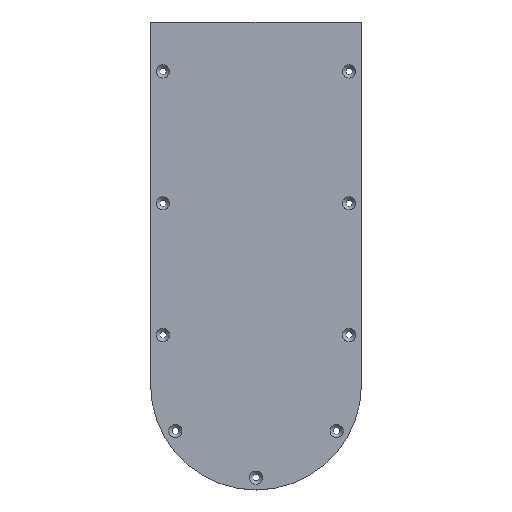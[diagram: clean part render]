
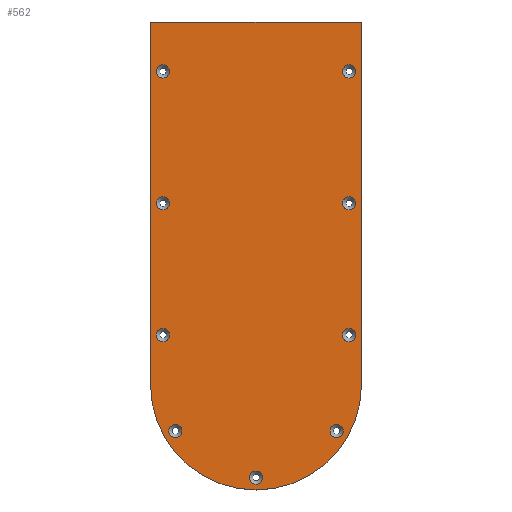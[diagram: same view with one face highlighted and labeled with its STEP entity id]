
A CAD part, top view. The second image highlights one B-rep face of the part: STEP entity #562.
In plain terms, the highlighted planar face has unit normal (0, 0, 1).
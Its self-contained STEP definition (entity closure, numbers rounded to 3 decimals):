
#15=FACE_BOUND('',#122,.T.);
#16=FACE_BOUND('',#123,.T.);
#17=FACE_BOUND('',#124,.T.);
#18=FACE_BOUND('',#125,.T.);
#19=FACE_BOUND('',#126,.T.);
#20=FACE_BOUND('',#127,.T.);
#21=FACE_BOUND('',#128,.T.);
#22=FACE_BOUND('',#129,.T.);
#23=FACE_BOUND('',#130,.T.);
#36=PLANE('',#647);
#88=FACE_OUTER_BOUND('',#121,.T.);
#121=EDGE_LOOP('',(#496,#497,#498,#499));
#122=EDGE_LOOP('',(#500));
#123=EDGE_LOOP('',(#501));
#124=EDGE_LOOP('',(#502));
#125=EDGE_LOOP('',(#503));
#126=EDGE_LOOP('',(#504));
#127=EDGE_LOOP('',(#505));
#128=EDGE_LOOP('',(#506));
#129=EDGE_LOOP('',(#507));
#130=EDGE_LOOP('',(#508));
#170=LINE('',#964,#207);
#174=LINE('',#976,#211);
#177=LINE('',#980,#214);
#207=VECTOR('',#808,10.);
#211=VECTOR('',#820,10.);
#214=VECTOR('',#825,10.);
#242=CIRCLE('',#624,4.);
#243=CIRCLE('',#626,4.);
#244=CIRCLE('',#628,4.);
#245=CIRCLE('',#630,4.);
#246=CIRCLE('',#632,4.);
#247=CIRCLE('',#634,4.);
#248=CIRCLE('',#636,4.);
#249=CIRCLE('',#638,4.);
#250=CIRCLE('',#640,4.);
#252=CIRCLE('',#644,64.);
#280=VERTEX_POINT('',#922);
#281=VERTEX_POINT('',#926);
#282=VERTEX_POINT('',#930);
#283=VERTEX_POINT('',#934);
#284=VERTEX_POINT('',#938);
#285=VERTEX_POINT('',#942);
#286=VERTEX_POINT('',#946);
#287=VERTEX_POINT('',#950);
#288=VERTEX_POINT('',#954);
#291=VERTEX_POINT('',#961);
#292=VERTEX_POINT('',#963);
#294=VERTEX_POINT('',#969);
#296=VERTEX_POINT('',#975);
#342=EDGE_CURVE('',#280,#280,#242,.T.);
#344=EDGE_CURVE('',#281,#281,#243,.T.);
#346=EDGE_CURVE('',#282,#282,#244,.T.);
#348=EDGE_CURVE('',#283,#283,#245,.T.);
#350=EDGE_CURVE('',#284,#284,#246,.T.);
#352=EDGE_CURVE('',#285,#285,#247,.T.);
#354=EDGE_CURVE('',#286,#286,#248,.T.);
#356=EDGE_CURVE('',#287,#287,#249,.T.);
#358=EDGE_CURVE('',#288,#288,#250,.T.);
#362=EDGE_CURVE('',#292,#291,#170,.T.);
#365=EDGE_CURVE('',#294,#292,#252,.T.);
#368=EDGE_CURVE('',#296,#294,#174,.T.);
#371=EDGE_CURVE('',#291,#296,#177,.T.);
#496=ORIENTED_EDGE('',*,*,#371,.T.);
#497=ORIENTED_EDGE('',*,*,#368,.T.);
#498=ORIENTED_EDGE('',*,*,#365,.T.);
#499=ORIENTED_EDGE('',*,*,#362,.T.);
#500=ORIENTED_EDGE('',*,*,#342,.T.);
#501=ORIENTED_EDGE('',*,*,#344,.T.);
#502=ORIENTED_EDGE('',*,*,#346,.T.);
#503=ORIENTED_EDGE('',*,*,#348,.T.);
#504=ORIENTED_EDGE('',*,*,#350,.T.);
#505=ORIENTED_EDGE('',*,*,#352,.T.);
#506=ORIENTED_EDGE('',*,*,#354,.T.);
#507=ORIENTED_EDGE('',*,*,#356,.T.);
#508=ORIENTED_EDGE('',*,*,#358,.T.);
#562=ADVANCED_FACE('',(#88,#15,#16,#17,#18,#19,#20,#21,#22,#23),#36,.T.);
#624=AXIS2_PLACEMENT_3D('',#923,#761,#762);
#626=AXIS2_PLACEMENT_3D('',#927,#766,#767);
#628=AXIS2_PLACEMENT_3D('',#931,#771,#772);
#630=AXIS2_PLACEMENT_3D('',#935,#776,#777);
#632=AXIS2_PLACEMENT_3D('',#939,#781,#782);
#634=AXIS2_PLACEMENT_3D('',#943,#786,#787);
#636=AXIS2_PLACEMENT_3D('',#947,#791,#792);
#638=AXIS2_PLACEMENT_3D('',#951,#796,#797);
#640=AXIS2_PLACEMENT_3D('',#955,#801,#802);
#644=AXIS2_PLACEMENT_3D('',#970,#814,#815);
#647=AXIS2_PLACEMENT_3D('',#981,#826,#827);
#761=DIRECTION('center_axis',(0.,0.,-1.));
#762=DIRECTION('ref_axis',(-1.,0.,0.));
#766=DIRECTION('center_axis',(0.,0.,-1.));
#767=DIRECTION('ref_axis',(-1.,0.,0.));
#771=DIRECTION('center_axis',(0.,0.,-1.));
#772=DIRECTION('ref_axis',(-1.,0.,0.));
#776=DIRECTION('center_axis',(0.,0.,-1.));
#777=DIRECTION('ref_axis',(-1.,0.,0.));
#781=DIRECTION('center_axis',(0.,0.,-1.));
#782=DIRECTION('ref_axis',(-1.,0.,0.));
#786=DIRECTION('center_axis',(0.,0.,-1.));
#787=DIRECTION('ref_axis',(-1.,0.,0.));
#791=DIRECTION('center_axis',(0.,0.,-1.));
#792=DIRECTION('ref_axis',(-1.,0.,0.));
#796=DIRECTION('center_axis',(0.,0.,-1.));
#797=DIRECTION('ref_axis',(-1.,0.,0.));
#801=DIRECTION('center_axis',(0.,0.,-1.));
#802=DIRECTION('ref_axis',(-1.,0.,0.));
#808=DIRECTION('',(0.,1.,0.));
#814=DIRECTION('center_axis',(0.,0.,1.));
#815=DIRECTION('ref_axis',(-1.,0.,0.));
#820=DIRECTION('',(0.,-1.,0.));
#825=DIRECTION('',(-1.,0.,0.));
#826=DIRECTION('center_axis',(0.,0.,1.));
#827=DIRECTION('ref_axis',(1.,0.,0.));
#922=CARTESIAN_POINT('',(-106.5,-80.,0.));
#923=CARTESIAN_POINT('Origin',(-110.5,-80.,0.));
#926=CARTESIAN_POINT('',(-1.07,-218.25,0.));
#927=CARTESIAN_POINT('Origin',(-5.07,-218.25,0.));
#930=CARTESIAN_POINT('',(6.5,-160.,0.));
#931=CARTESIAN_POINT('Origin',(2.5,-160.,0.));
#934=CARTESIAN_POINT('',(-106.5,-160.,0.));
#935=CARTESIAN_POINT('Origin',(-110.5,-160.,0.));
#938=CARTESIAN_POINT('',(-106.5,0.,0.));
#939=CARTESIAN_POINT('Origin',(-110.5,0.,0.));
#942=CARTESIAN_POINT('',(-50.,-246.5,0.));
#943=CARTESIAN_POINT('Origin',(-54.,-246.5,0.));
#946=CARTESIAN_POINT('',(6.5,-80.,0.));
#947=CARTESIAN_POINT('Origin',(2.5,-80.,0.));
#950=CARTESIAN_POINT('',(-98.93,-218.25,0.));
#951=CARTESIAN_POINT('Origin',(-102.93,-218.25,0.));
#954=CARTESIAN_POINT('',(6.5,0.,0.));
#955=CARTESIAN_POINT('Origin',(2.5,0.,0.));
#961=CARTESIAN_POINT('',(10.,30.,0.));
#963=CARTESIAN_POINT('',(10.,-190.,0.));
#964=CARTESIAN_POINT('',(10.,30.,0.));
#969=CARTESIAN_POINT('',(-118.,-190.,0.));
#970=CARTESIAN_POINT('Origin',(-54.,-190.,0.));
#975=CARTESIAN_POINT('',(-118.,30.,0.));
#976=CARTESIAN_POINT('',(-118.,30.,0.));
#980=CARTESIAN_POINT('',(-5.,30.,0.));
#981=CARTESIAN_POINT('Origin',(2.5,-80.,0.));
